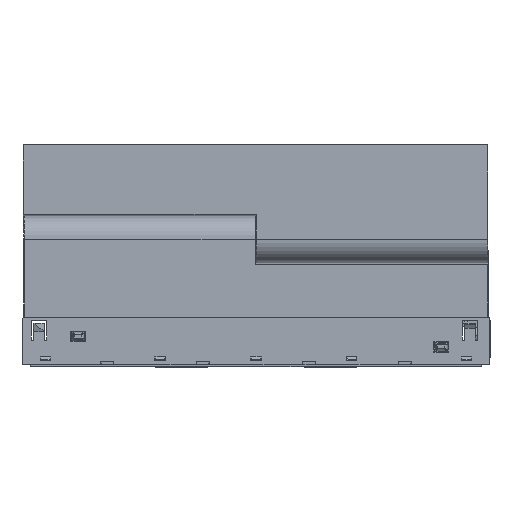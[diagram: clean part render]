
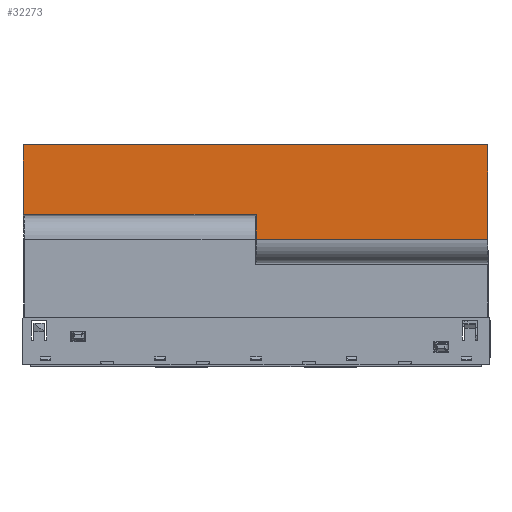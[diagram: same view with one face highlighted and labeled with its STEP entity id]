
A CAD part, front view. The second image highlights one B-rep face of the part: STEP entity #32273.
In plain terms, the highlighted planar face has unit normal (0, -1, 0).
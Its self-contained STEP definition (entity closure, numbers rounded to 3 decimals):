
#88 = FACE_OUTER_BOUND ( 'NONE', #94236, .T. ) ;
#1593 = EDGE_CURVE ( 'NONE', #98825, #42332, #81146, .T. ) ;
#1949 = VECTOR ( 'NONE', #55146, 1000. ) ;
#3159 = CARTESIAN_POINT ( 'NONE',  ( -109.2, -11.1, 32.7 ) ) ;
#4659 = PLANE ( 'NONE',  #91667 ) ;
#5303 = ORIENTED_EDGE ( 'NONE', *, *, #39378, .F. ) ;
#13941 = EDGE_CURVE ( 'NONE', #42332, #99929, #27987, .T. ) ;
#19151 = EDGE_CURVE ( 'NONE', #103128, #92232, #24590, .T. ) ;
#22265 = VECTOR ( 'NONE', #27075, 1000. ) ;
#24590 = LINE ( 'NONE', #97720, #1949 ) ;
#25642 = DIRECTION ( 'NONE',  ( 0., 0., 1. ) ) ;
#27075 = DIRECTION ( 'NONE',  ( 1., 0., 0. ) ) ;
#27987 = LINE ( 'NONE', #3159, #50602 ) ;
#32273 = ADVANCED_FACE ( 'NONE', ( #88 ), #4659, .F. ) ;
#33997 = DIRECTION ( 'NONE',  ( -1., 0., 0. ) ) ;
#34772 = LINE ( 'NONE', #44329, #52086 ) ;
#36390 = VERTEX_POINT ( 'NONE', #90284 ) ;
#38868 = DIRECTION ( 'NONE',  ( 0., 0., 1. ) ) ;
#39378 = EDGE_CURVE ( 'NONE', #36390, #103128, #34772, .T. ) ;
#42332 = VERTEX_POINT ( 'NONE', #89927 ) ;
#44329 = CARTESIAN_POINT ( 'NONE',  ( -109.2, -11.1, 32.7 ) ) ;
#46731 = CARTESIAN_POINT ( 'NONE',  ( -109.2, -11.1, 0. ) ) ;
#48917 = LINE ( 'NONE', #109557, #88935 ) ;
#50602 = VECTOR ( 'NONE', #54487, 1000. ) ;
#52086 = VECTOR ( 'NONE', #86870, 1000. ) ;
#54487 = DIRECTION ( 'NONE',  ( 0., 0., -1. ) ) ;
#55146 = DIRECTION ( 'NONE',  ( 0., 0., -1. ) ) ;
#58348 = CARTESIAN_POINT ( 'NONE',  ( 109.2, -11.1, 32.7 ) ) ;
#59686 = CARTESIAN_POINT ( 'NONE',  ( -0.35, -11.1, 44.4 ) ) ;
#60894 = CARTESIAN_POINT ( 'NONE',  ( -109.2, -11.1, 0. ) ) ;
#62692 = ORIENTED_EDGE ( 'NONE', *, *, #90703, .T. ) ;
#64208 = CARTESIAN_POINT ( 'NONE',  ( -109.2, -11.1, 32.7 ) ) ;
#77494 = CARTESIAN_POINT ( 'NONE',  ( -0.35, -11.1, 44.4 ) ) ;
#78512 = ORIENTED_EDGE ( 'NONE', *, *, #13941, .T. ) ;
#81146 = LINE ( 'NONE', #59686, #103827 ) ;
#86870 = DIRECTION ( 'NONE',  ( 1., 0., 0. ) ) ;
#88935 = VECTOR ( 'NONE', #25642, 1000. ) ;
#89927 = CARTESIAN_POINT ( 'NONE',  ( -109.2, -11.1, 44.4 ) ) ;
#89973 = DIRECTION ( 'NONE',  ( 0., 1., 0. ) ) ;
#90284 = CARTESIAN_POINT ( 'NONE',  ( -0.35, -11.1, 32.7 ) ) ;
#90288 = LINE ( 'NONE', #60894, #22265 ) ;
#90703 = EDGE_CURVE ( 'NONE', #36390, #98825, #48917, .T. ) ;
#91667 = AXIS2_PLACEMENT_3D ( 'NONE', #64208, #89973, #38868 ) ;
#92232 = VERTEX_POINT ( 'NONE', #98405 ) ;
#94236 = EDGE_LOOP ( 'NONE', ( #103023, #103041, #5303, #62692, #109532, #78512 ) ) ;
#96557 = EDGE_CURVE ( 'NONE', #99929, #92232, #90288, .T. ) ;
#97720 = CARTESIAN_POINT ( 'NONE',  ( 109.2, -11.1, 32.7 ) ) ;
#98405 = CARTESIAN_POINT ( 'NONE',  ( 109.2, -11.1, 0. ) ) ;
#98825 = VERTEX_POINT ( 'NONE', #77494 ) ;
#99929 = VERTEX_POINT ( 'NONE', #46731 ) ;
#103023 = ORIENTED_EDGE ( 'NONE', *, *, #96557, .T. ) ;
#103041 = ORIENTED_EDGE ( 'NONE', *, *, #19151, .F. ) ;
#103128 = VERTEX_POINT ( 'NONE', #58348 ) ;
#103827 = VECTOR ( 'NONE', #33997, 1000. ) ;
#109532 = ORIENTED_EDGE ( 'NONE', *, *, #1593, .T. ) ;
#109557 = CARTESIAN_POINT ( 'NONE',  ( -0.35, -11.1, 32.7 ) ) ;
